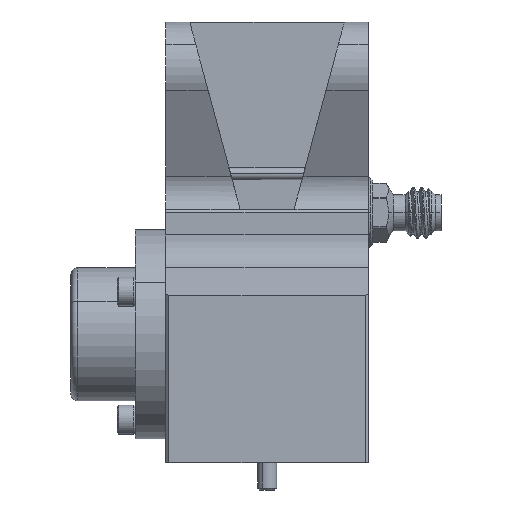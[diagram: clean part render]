
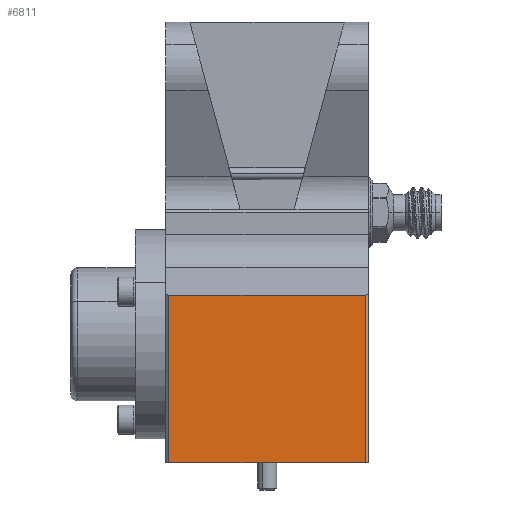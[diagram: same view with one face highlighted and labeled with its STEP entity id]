
A CAD part, left-side view. The second image highlights one B-rep face of the part: STEP entity #6811.
In plain terms, the highlighted planar face has unit normal (-1, 0, 0).
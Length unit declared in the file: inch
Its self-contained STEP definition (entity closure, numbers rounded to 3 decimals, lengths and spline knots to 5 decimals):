
#188 = VERTEX_POINT ( 'NONE', #10349 ) ;
#1156 = CARTESIAN_POINT ( 'NONE',  ( -0.435, 0.32318, -0.4558 ) ) ;
#1849 = CARTESIAN_POINT ( 'NONE',  ( -0.435, -0.37176, -0.4558 ) ) ;
#2105 = AXIS2_PLACEMENT_3D ( 'NONE', #1849, #5302, #5142 ) ;
#2273 = VECTOR ( 'NONE', #8071, 39.37008 ) ;
#2349 = EDGE_LOOP ( 'NONE', ( #7492, #6769, #3667, #8386 ) ) ;
#2446 = VECTOR ( 'NONE', #8617, 39.37008 ) ;
#2561 = VERTEX_POINT ( 'NONE', #7020 ) ;
#3462 = CARTESIAN_POINT ( 'NONE',  ( -0.435, -0.32318, -0.28257 ) ) ;
#3667 = ORIENTED_EDGE ( 'NONE', *, *, #7045, .T. ) ;
#3748 = LINE ( 'NONE', #7210, #5882 ) ;
#4739 = VECTOR ( 'NONE', #10617, 39.37008 ) ;
#4815 = VERTEX_POINT ( 'NONE', #10805 ) ;
#5142 = DIRECTION ( 'NONE',  ( 0., 0., -1. ) ) ;
#5302 = DIRECTION ( 'NONE',  ( -1., 0., 0. ) ) ;
#5314 = EDGE_CURVE ( 'NONE', #188, #2561, #8032, .T. ) ;
#5882 = VECTOR ( 'NONE', #6360, 39.37008 ) ;
#5967 = LINE ( 'NONE', #3462, #2446 ) ;
#6360 = DIRECTION ( 'NONE',  ( 0., -1., 0. ) ) ;
#6769 = ORIENTED_EDGE ( 'NONE', *, *, #9638, .T. ) ;
#6811 = ADVANCED_FACE ( 'NONE', ( #9447 ), #7806, .T. ) ;
#7020 = CARTESIAN_POINT ( 'NONE',  ( -0.435, 0.32318, -0.28257 ) ) ;
#7045 = EDGE_CURVE ( 'NONE', #10993, #4815, #3748, .T. ) ;
#7101 = LINE ( 'NONE', #1156, #2273 ) ;
#7210 = CARTESIAN_POINT ( 'NONE',  ( -0.435, -0.33318, -0.8328 ) ) ;
#7235 = CARTESIAN_POINT ( 'NONE',  ( -0.435, -0.37176, -0.28257 ) ) ;
#7492 = ORIENTED_EDGE ( 'NONE', *, *, #5314, .T. ) ;
#7806 = PLANE ( 'NONE',  #2105 ) ;
#7891 = CARTESIAN_POINT ( 'NONE',  ( -0.435, 0.32318, -0.8328 ) ) ;
#8032 = LINE ( 'NONE', #7235, #4739 ) ;
#8071 = DIRECTION ( 'NONE',  ( 0., 0., -1. ) ) ;
#8386 = ORIENTED_EDGE ( 'NONE', *, *, #10888, .T. ) ;
#8617 = DIRECTION ( 'NONE',  ( 0., 0., 1. ) ) ;
#9447 = FACE_OUTER_BOUND ( 'NONE', #2349, .T. ) ;
#9638 = EDGE_CURVE ( 'NONE', #2561, #10993, #7101, .T. ) ;
#10349 = CARTESIAN_POINT ( 'NONE',  ( -0.435, -0.32318, -0.28257 ) ) ;
#10617 = DIRECTION ( 'NONE',  ( 0., 1., 0. ) ) ;
#10805 = CARTESIAN_POINT ( 'NONE',  ( -0.435, -0.32318, -0.8328 ) ) ;
#10888 = EDGE_CURVE ( 'NONE', #4815, #188, #5967, .T. ) ;
#10993 = VERTEX_POINT ( 'NONE', #7891 ) ;
